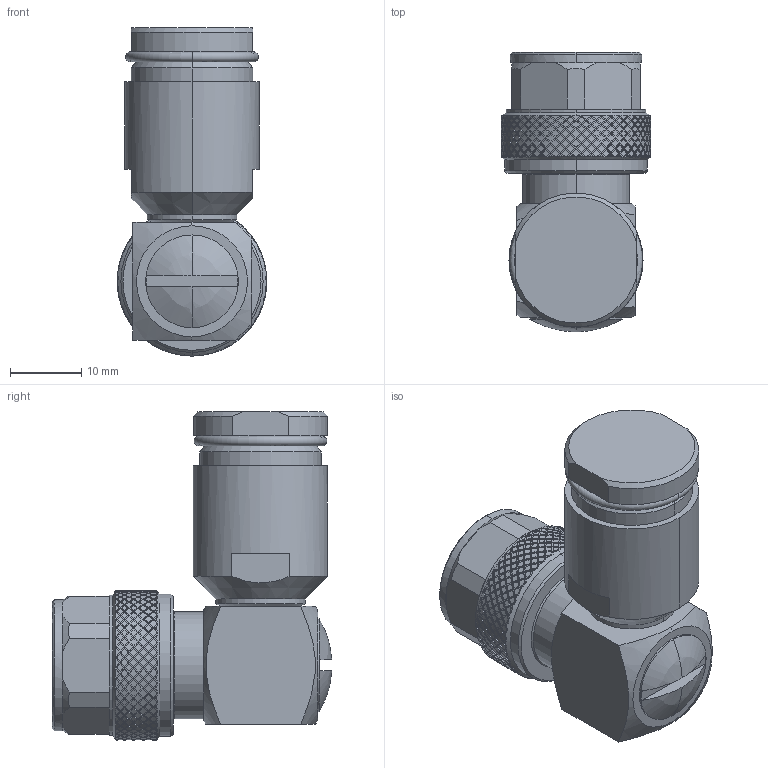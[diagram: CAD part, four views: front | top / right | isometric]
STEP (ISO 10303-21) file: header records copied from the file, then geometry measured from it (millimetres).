
FILE_DESCRIPTION((''),'2;1');
FILE_NAME('2','2021-08-11T',('Administrator'),(''),'PRO/ENGINEER BY PARAMETRIC TECHNOLOGY CORPORATION, 2012090','PRO/ENGINEER BY PARAMETRIC TECHNOLOGY CORPORATION, 2012090','');
FILE_SCHEMA(('CONFIG_CONTROL_DESIGN'));
Products named in the file (1): 2
Bounding box: 20.96 x 39.2 x 46 mm (x, y, z)
Volume: 15517.6 mm3; surface area: 6119.8 mm2
Topology: 1 solids, 1 shells, 3282 faces, 7735 edges, 4466 vertices
Faces by surface type: bspline 2704, cylinder 487, plane 55, cone 32, sphere 2, torus 2
Entity records: 163078 total; most frequent: CARTESIAN_POINT 110123, ORIENTED_EDGE 15470, EDGE_CURVE 7735, B_SPLINE_CURVE_WITH_KNOTS 6549, VERTEX_POINT 4466, EDGE_LOOP 3293, FACE_OUTER_BOUND 3282, ADVANCED_FACE 3282
